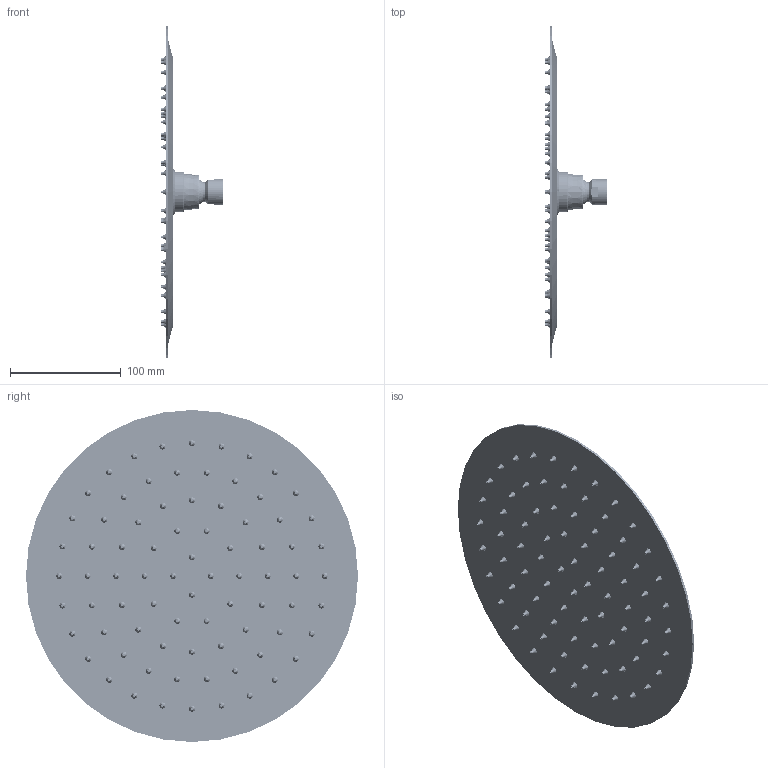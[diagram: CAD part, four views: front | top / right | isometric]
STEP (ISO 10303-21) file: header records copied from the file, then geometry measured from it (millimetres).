
FILE_DESCRIPTION((''),'2;1');
FILE_NAME('4072055CRB_ASM','2021-05-05T11:03:58',('ut3'),('PAFFONI SpA'),'CREO PARAMETRIC BY PTC INC, 2020044','CREO PARAMETRIC BY PTC INC, 2020044','');
FILE_SCHEMA(('CONFIG_CONTROL_DESIGN','SHAPE_APPEARANCE_LAYERS_GROUPS'));
Products named in the file (12): 4072055CRX-B_SCOCCA_1; 4072055CRX-B_SCOCCA_2; 4072055CRX-B_UGELLI_1; 4072055CRX-B_UGELLI_2; 4072055CRX-B_UGELLI_3; 4072055CRX-B_RACCORDO_1; 4072055CRX-B_RACCORDO_2; 4072055CRX-B_RACCORDO_3; 4072055CRX-B_RACCORDO_4; 4072055CRX-B_RACCORDO_5; 4072055CRX-B_RACCORDO_6; 4072055CRB_ASM
Assembly tree (11 placements, depth 2):
  4072055CRB_ASM
    4072055CRX-B_SCOCCA_1
    4072055CRX-B_SCOCCA_2
    4072055CRX-B_UGELLI_1
    4072055CRX-B_UGELLI_2
    4072055CRX-B_UGELLI_3
    4072055CRX-B_RACCORDO_1
    4072055CRX-B_RACCORDO_2
    4072055CRX-B_RACCORDO_3
    4072055CRX-B_RACCORDO_4
    4072055CRX-B_RACCORDO_5
    4072055CRX-B_RACCORDO_6
Bounding box: 56.5 x 300 x 300 mm (x, y, z)
Volume: 183063.1 mm3; surface area: 419363.8 mm2
Topology: 10 solids, 11 shells, 3071 faces, 7945 edges, 5278 vertices
Faces by surface type: torus 1310, cylinder 788, plane 493, cone 369, bspline 105, sphere 4, extrusion 2
Entity records: 116533 total; most frequent: CARTESIAN_POINT 35723, DIRECTION 19425, ORIENTED_EDGE 15878, AXIS2_PLACEMENT_3D 9057, EDGE_CURVE 7941, CIRCLE 6070, VERTEX_POINT 5278, EDGE_LOOP 3796
